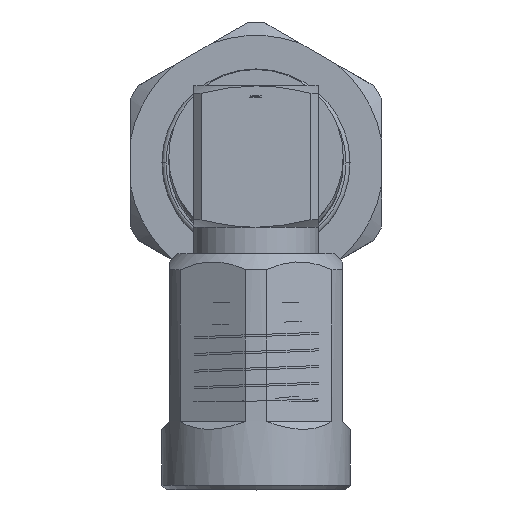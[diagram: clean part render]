
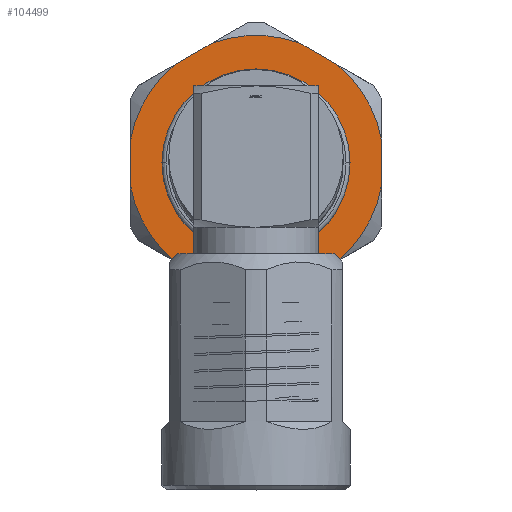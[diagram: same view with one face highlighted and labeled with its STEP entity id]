
A CAD part, top view. The second image highlights one B-rep face of the part: STEP entity #104499.
In plain terms, the highlighted face is planar.
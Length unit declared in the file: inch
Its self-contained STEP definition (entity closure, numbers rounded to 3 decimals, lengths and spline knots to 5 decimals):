
#1052 = EDGE_CURVE ( 'NONE', #75948, #46723, #32257, .T. ) ;
#1055 = EDGE_CURVE ( 'NONE', #52119, #117776, #73673, .T. ) ;
#2296 = CARTESIAN_POINT ( 'NONE',  ( 1.0111, 0., 0. ) ) ;
#2372 = CARTESIAN_POINT ( 'NONE',  ( 1.0111, 0., -0.23549 ) ) ;
#2715 = LINE ( 'NONE', #23718, #128513 ) ;
#3050 = CARTESIAN_POINT ( 'NONE',  ( 1.0111, 0., 0. ) ) ;
#3373 = CARTESIAN_POINT ( 'NONE',  ( 1.0111, 0., 0.23549 ) ) ;
#3995 = ORIENTED_EDGE ( 'NONE', *, *, #85242, .T. ) ;
#6435 = CARTESIAN_POINT ( 'NONE',  ( 1.0111, 0., 0. ) ) ;
#9363 = VERTEX_POINT ( 'NONE', #59093 ) ;
#11307 = EDGE_LOOP ( 'NONE', ( #91767, #30377 ) ) ;
#11751 = VERTEX_POINT ( 'NONE', #68081 ) ;
#12270 = CARTESIAN_POINT ( 'NONE',  ( 1.0111, 0.31971, 0.31496 ) ) ;
#13381 = DIRECTION ( 'NONE',  ( 0., 0., -1. ) ) ;
#13625 = CARTESIAN_POINT ( 'NONE',  ( 1.0111, 0., 0. ) ) ;
#14255 = VECTOR ( 'NONE', #63076, 39.37008 ) ;
#15376 = CARTESIAN_POINT ( 'NONE',  ( 1.0111, 0., 0. ) ) ;
#18429 = DIRECTION ( 'NONE',  ( 1., 0., 0. ) ) ;
#20509 = ORIENTED_EDGE ( 'NONE', *, *, #37926, .T. ) ;
#20883 = CIRCLE ( 'NONE', #61191, 0.31971 ) ;
#21860 = CARTESIAN_POINT ( 'NONE',  ( 1.0111, 0.35269, -0.01904 ) ) ;
#21921 = AXIS2_PLACEMENT_3D ( 'NONE', #74851, #76661, #86865 ) ;
#22780 = ORIENTED_EDGE ( 'NONE', *, *, #1055, .T. ) ;
#23718 = CARTESIAN_POINT ( 'NONE',  ( 1.0111, 0.31971, -0.31496 ) ) ;
#24798 = CIRCLE ( 'NONE', #51896, 0.31971 ) ;
#25614 = DIRECTION ( 'NONE',  ( 0., 0.5, -0.866 ) ) ;
#28935 = VECTOR ( 'NONE', #112094, 39.37008 ) ;
#30377 = ORIENTED_EDGE ( 'NONE', *, *, #94805, .F. ) ;
#32143 = VERTEX_POINT ( 'NONE', #48655 ) ;
#32163 = ORIENTED_EDGE ( 'NONE', *, *, #49256, .T. ) ;
#32257 = CIRCLE ( 'NONE', #104937, 0.23549 ) ;
#32961 = CIRCLE ( 'NONE', #75841, 0.31971 ) ;
#33338 = EDGE_CURVE ( 'NONE', #118375, #11751, #57853, .T. ) ;
#34234 = FACE_OUTER_BOUND ( 'NONE', #118892, .T. ) ;
#34345 = DIRECTION ( 'NONE',  ( 0., 1., 0. ) ) ;
#34728 = VECTOR ( 'NONE', #25614, 39.37008 ) ;
#35178 = CARTESIAN_POINT ( 'NONE',  ( 1.0111, 0.35269, 0.01904 ) ) ;
#36022 = CARTESIAN_POINT ( 'NONE',  ( 1.0111, 0.31971, 0. ) ) ;
#36262 = CARTESIAN_POINT ( 'NONE',  ( 1.0111, -0.19284, -0.29592 ) ) ;
#37926 = EDGE_CURVE ( 'NONE', #133240, #109236, #32961, .T. ) ;
#37977 = CARTESIAN_POINT ( 'NONE',  ( 1.0111, -0.0549, -0.31496 ) ) ;
#38103 = CARTESIAN_POINT ( 'NONE',  ( 1.0111, -0.19284, 0.29592 ) ) ;
#38324 = DIRECTION ( 'NONE',  ( 0., 0., -1. ) ) ;
#39896 = ORIENTED_EDGE ( 'NONE', *, *, #88846, .T. ) ;
#40187 = DIRECTION ( 'NONE',  ( 0., 0., -1. ) ) ;
#41519 = ORIENTED_EDGE ( 'NONE', *, *, #109598, .T. ) ;
#41790 = CARTESIAN_POINT ( 'NONE',  ( 1.0111, -0.24531, 0.20502 ) ) ;
#42829 = CARTESIAN_POINT ( 'NONE',  ( 1.0111, -0.30021, 0.10994 ) ) ;
#43920 = DIRECTION ( 'NONE',  ( 0., 0., -1. ) ) ;
#45592 = DIRECTION ( 'NONE',  ( 1., 0., 0. ) ) ;
#46723 = VERTEX_POINT ( 'NONE', #3373 ) ;
#47110 = DIRECTION ( 'NONE',  ( 1., 0., 0. ) ) ;
#48555 = CIRCLE ( 'NONE', #81806, 0.31971 ) ;
#48655 = CARTESIAN_POINT ( 'NONE',  ( 1.0111, 0.0549, -0.31496 ) ) ;
#48785 = VERTEX_POINT ( 'NONE', #133218 ) ;
#49256 = EDGE_CURVE ( 'NONE', #109236, #32143, #2715, .T. ) ;
#49383 = VECTOR ( 'NONE', #97190, 39.37008 ) ;
#50117 = CARTESIAN_POINT ( 'NONE',  ( 1.0111, 0., 0. ) ) ;
#51137 = CIRCLE ( 'NONE', #105190, 0.23549 ) ;
#51896 = AXIS2_PLACEMENT_3D ( 'NONE', #13625, #55706, #129688 ) ;
#52106 = EDGE_CURVE ( 'NONE', #96551, #76588, #92029, .T. ) ;
#52119 = VERTEX_POINT ( 'NONE', #41790 ) ;
#52460 = ORIENTED_EDGE ( 'NONE', *, *, #52106, .T. ) ;
#54806 = DIRECTION ( 'NONE',  ( 0., -1., 0. ) ) ;
#55706 = DIRECTION ( 'NONE',  ( 1., 0., 0. ) ) ;
#56532 = DIRECTION ( 'NONE',  ( 1., 0., 0. ) ) ;
#57853 = CIRCLE ( 'NONE', #21921, 0.31971 ) ;
#57866 = LINE ( 'NONE', #12270, #67788 ) ;
#59093 = CARTESIAN_POINT ( 'NONE',  ( 1.0111, -0.0549, 0.31496 ) ) ;
#59397 = CARTESIAN_POINT ( 'NONE',  ( 1.0111, 0.30021, 0.10994 ) ) ;
#61191 = AXIS2_PLACEMENT_3D ( 'NONE', #6435, #122039, #38324 ) ;
#63076 = DIRECTION ( 'NONE',  ( 0., 0.5, 0.866 ) ) ;
#65743 = ORIENTED_EDGE ( 'NONE', *, *, #96989, .T. ) ;
#67788 = VECTOR ( 'NONE', #54806, 39.37008 ) ;
#68081 = CARTESIAN_POINT ( 'NONE',  ( 1.0111, 0.0549, 0.31496 ) ) ;
#70728 = EDGE_CURVE ( 'NONE', #117776, #48785, #88181, .T. ) ;
#73673 = LINE ( 'NONE', #38103, #28935 ) ;
#74851 = CARTESIAN_POINT ( 'NONE',  ( 1.0111, 0., 0. ) ) ;
#75841 = AXIS2_PLACEMENT_3D ( 'NONE', #115104, #18429, #40187 ) ;
#75948 = VERTEX_POINT ( 'NONE', #2372 ) ;
#76588 = VERTEX_POINT ( 'NONE', #124877 ) ;
#76661 = DIRECTION ( 'NONE',  ( 1., 0., 0. ) ) ;
#77161 = PLANE ( 'NONE',  #100873 ) ;
#77470 = LINE ( 'NONE', #35178, #49383 ) ;
#79758 = AXIS2_PLACEMENT_3D ( 'NONE', #3050, #45592, #119573 ) ;
#81806 = AXIS2_PLACEMENT_3D ( 'NONE', #15376, #56532, #129605 ) ;
#85242 = EDGE_CURVE ( 'NONE', #48785, #133240, #91007, .T. ) ;
#86865 = DIRECTION ( 'NONE',  ( 0., 0., -1. ) ) ;
#87600 = CARTESIAN_POINT ( 'NONE',  ( 1.0111, 0.24531, 0.20502 ) ) ;
#87815 = DIRECTION ( 'NONE',  ( 1., 0., 0. ) ) ;
#88181 = CIRCLE ( 'NONE', #79758, 0.31971 ) ;
#88741 = EDGE_CURVE ( 'NONE', #11751, #9363, #57866, .T. ) ;
#88846 = EDGE_CURVE ( 'NONE', #76588, #123221, #24798, .T. ) ;
#90775 = CARTESIAN_POINT ( 'NONE',  ( 1.0111, 0.24531, -0.20502 ) ) ;
#91007 = LINE ( 'NONE', #36262, #34728 ) ;
#91767 = ORIENTED_EDGE ( 'NONE', *, *, #1052, .F. ) ;
#92029 = LINE ( 'NONE', #21860, #14255 ) ;
#94805 = EDGE_CURVE ( 'NONE', #46723, #75948, #51137, .T. ) ;
#96551 = VERTEX_POINT ( 'NONE', #90775 ) ;
#96989 = EDGE_CURVE ( 'NONE', #123221, #118375, #77470, .T. ) ;
#97190 = DIRECTION ( 'NONE',  ( 0., -0.5, 0.866 ) ) ;
#100873 = AXIS2_PLACEMENT_3D ( 'NONE', #36022, #47110, #13381 ) ;
#103781 = DIRECTION ( 'NONE',  ( 1., 0., 0. ) ) ;
#104499 = ADVANCED_FACE ( 'NONE', ( #118636, #34234 ), #77161, .T. ) ;
#104937 = AXIS2_PLACEMENT_3D ( 'NONE', #50117, #103781, #114862 ) ;
#105190 = AXIS2_PLACEMENT_3D ( 'NONE', #2296, #87815, #43920 ) ;
#107291 = CARTESIAN_POINT ( 'NONE',  ( 1.0111, -0.24531, -0.20502 ) ) ;
#109236 = VERTEX_POINT ( 'NONE', #37977 ) ;
#109598 = EDGE_CURVE ( 'NONE', #32143, #96551, #20883, .T. ) ;
#110150 = ORIENTED_EDGE ( 'NONE', *, *, #33338, .T. ) ;
#112094 = DIRECTION ( 'NONE',  ( 0., -0.5, -0.866 ) ) ;
#114862 = DIRECTION ( 'NONE',  ( 0., 0., -1. ) ) ;
#115104 = CARTESIAN_POINT ( 'NONE',  ( 1.0111, 0., 0. ) ) ;
#115906 = ORIENTED_EDGE ( 'NONE', *, *, #88741, .T. ) ;
#117776 = VERTEX_POINT ( 'NONE', #42829 ) ;
#118375 = VERTEX_POINT ( 'NONE', #87600 ) ;
#118636 = FACE_BOUND ( 'NONE', #11307, .T. ) ;
#118753 = ORIENTED_EDGE ( 'NONE', *, *, #124862, .T. ) ;
#118892 = EDGE_LOOP ( 'NONE', ( #41519, #52460, #39896, #65743, #110150, #115906, #118753, #22780, #130893, #3995, #20509, #32163 ) ) ;
#119573 = DIRECTION ( 'NONE',  ( 0., 0., -1. ) ) ;
#122039 = DIRECTION ( 'NONE',  ( 1., 0., 0. ) ) ;
#123221 = VERTEX_POINT ( 'NONE', #59397 ) ;
#124862 = EDGE_CURVE ( 'NONE', #9363, #52119, #48555, .T. ) ;
#124877 = CARTESIAN_POINT ( 'NONE',  ( 1.0111, 0.30021, -0.10994 ) ) ;
#128513 = VECTOR ( 'NONE', #34345, 39.37008 ) ;
#129605 = DIRECTION ( 'NONE',  ( 0., 0., -1. ) ) ;
#129688 = DIRECTION ( 'NONE',  ( 0., 0., -1. ) ) ;
#130893 = ORIENTED_EDGE ( 'NONE', *, *, #70728, .T. ) ;
#133218 = CARTESIAN_POINT ( 'NONE',  ( 1.0111, -0.30021, -0.10994 ) ) ;
#133240 = VERTEX_POINT ( 'NONE', #107291 ) ;
